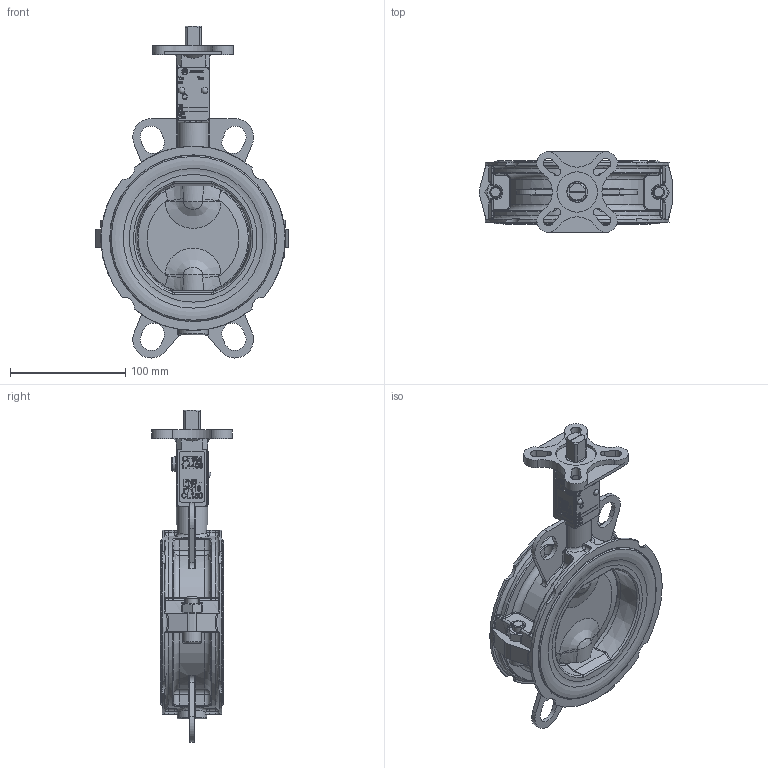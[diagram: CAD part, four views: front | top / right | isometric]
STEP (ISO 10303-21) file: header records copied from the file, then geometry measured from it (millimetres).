
FILE_DESCRIPTION((''),'2;1');
FILE_NAME('Z611-K DN100.stp','2015-06-18T08:26:19',('hellwig'),(''),'Autodesk Inventor 2013','Autodesk Inventor 2013','');
FILE_SCHEMA(('AUTOMOTIVE_DESIGN { 1 0 10303 214 1 1 1 1 }'));
Length unit declared in the file: millimetre
Products named in the file (1): M11385_Shrinkwrap_1
Bounding box: 167.94 x 70 x 288.53 mm (x, y, z)
Volume: 615592.6 mm3; surface area: 187287.7 mm2
Topology: 1 solids, 16 shells, 1900 faces, 4932 edges, 3181 vertices
Faces by surface type: plane 875, bspline 536, cylinder 301, torus 109, cone 53, sphere 26
Full cylindrical faces by diameter (mm): 3 x4, 3.2 x2, 5.5 x1, 10 x4, 10.5 x2, 16 x2, 18 x6, 19 x2, 20 x6, 21 x1, 25 x1, 35.1 x1, 112.4 x2, 112.6 x2, 137 x2, 144 x2, 145 x2
Entity records: 65858 total; most frequent: CARTESIAN_POINT 21463, ORIENTED_EDGE 9604, DIRECTION 7114, EDGE_CURVE 4802, VERTEX_POINT 3150, VECTOR 2606, LINE 2606, AXIS2_PLACEMENT_3D 2254
